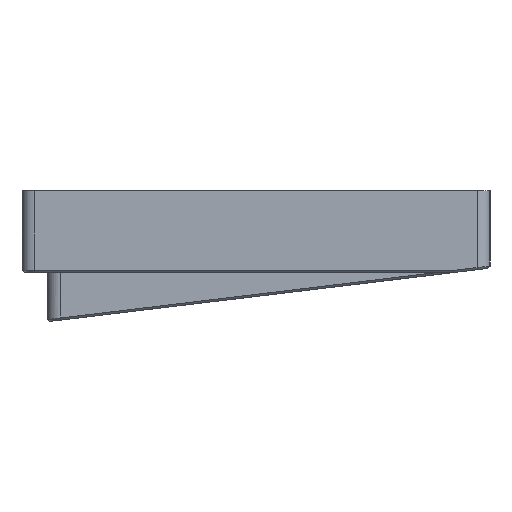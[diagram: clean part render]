
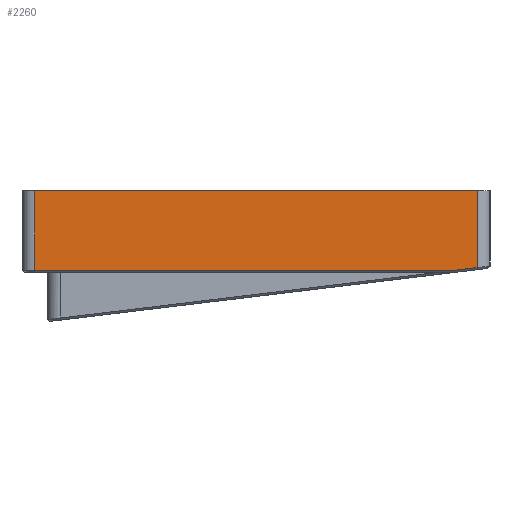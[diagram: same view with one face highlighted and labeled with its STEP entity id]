
A CAD part, left-side view. The second image highlights one B-rep face of the part: STEP entity #2260.
In plain terms, the highlighted planar face has unit normal (-1, 0, 0).
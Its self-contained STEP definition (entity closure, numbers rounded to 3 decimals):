
#37=B_SPLINE_CURVE_WITH_KNOTS('',3,(#3968,#3969,#3970,#3971),
 .UNSPECIFIED.,.F.,.F.,(4,4),(1.551,1.571),
 .UNSPECIFIED.);
#119=PLANE('',#2485);
#246=FACE_OUTER_BOUND('',#381,.T.);
#381=EDGE_LOOP('',(#2054,#2055,#2056,#2057,#2058,#2059));
#394=LINE('',#3164,#601);
#568=LINE('',#3740,#775);
#569=LINE('',#3744,#776);
#570=LINE('',#3753,#777);
#595=LINE('',#3972,#802);
#601=VECTOR('',#2513,10.);
#775=VECTOR('',#3073,10.);
#776=VECTOR('',#3078,10.);
#777=VECTOR('',#3083,10.);
#802=VECTOR('',#3136,10.);
#909=VERTEX_POINT('',#3157);
#912=VERTEX_POINT('',#3162);
#1093=VERTEX_POINT('',#3737);
#1094=VERTEX_POINT('',#3739);
#1095=VERTEX_POINT('',#3743);
#1096=VERTEX_POINT('',#3747);
#1122=EDGE_CURVE('',#912,#909,#394,.T.);
#1395=EDGE_CURVE('',#1093,#1094,#568,.T.);
#1397=EDGE_CURVE('',#1094,#1095,#569,.T.);
#1400=EDGE_CURVE('',#1095,#1096,#570,.T.);
#1435=EDGE_CURVE('',#1096,#912,#37,.T.);
#1436=EDGE_CURVE('',#909,#1093,#595,.T.);
#2054=ORIENTED_EDGE('',*,*,#1122,.F.);
#2055=ORIENTED_EDGE('',*,*,#1435,.F.);
#2056=ORIENTED_EDGE('',*,*,#1400,.F.);
#2057=ORIENTED_EDGE('',*,*,#1397,.F.);
#2058=ORIENTED_EDGE('',*,*,#1395,.F.);
#2059=ORIENTED_EDGE('',*,*,#1436,.F.);
#2260=ADVANCED_FACE('',(#246),#119,.F.);
#2485=AXIS2_PLACEMENT_3D('',#3967,#3134,#3135);
#2513=DIRECTION('',(0.,0.993,-0.12));
#3073=DIRECTION('',(0.,0.,1.));
#3078=DIRECTION('',(0.,-1.,0.));
#3083=DIRECTION('',(0.,0.,-1.));
#3134=DIRECTION('center_axis',(1.,0.,0.));
#3135=DIRECTION('ref_axis',(0.,0.,-1.));
#3136=DIRECTION('',(0.,1.,0.));
#3157=CARTESIAN_POINT('',(-146.85,-46.575,11.347));
#3162=CARTESIAN_POINT('',(-146.85,-52.04,12.008));
#3164=CARTESIAN_POINT('',(-146.85,21.796,3.073));
#3737=CARTESIAN_POINT('',(-146.85,52.1,11.347));
#3739=CARTESIAN_POINT('',(-146.85,52.1,30.147));
#3740=CARTESIAN_POINT('',(-146.85,52.1,7.536));
#3743=CARTESIAN_POINT('',(-146.85,-52.1,30.147));
#3744=CARTESIAN_POINT('',(-146.85,-25.8,30.147));
#3747=CARTESIAN_POINT('',(-146.85,-52.1,12.015));
#3753=CARTESIAN_POINT('',(-146.85,-52.1,10.431));
#3967=CARTESIAN_POINT('Origin',(-146.85,0.,-0.002));
#3968=CARTESIAN_POINT('Ctrl Pts',(-146.85,-52.1,12.015));
#3969=CARTESIAN_POINT('Ctrl Pts',(-146.85,-52.08,12.013));
#3970=CARTESIAN_POINT('Ctrl Pts',(-146.85,-52.06,12.01));
#3971=CARTESIAN_POINT('Ctrl Pts',(-146.85,-52.04,12.008));
#3972=CARTESIAN_POINT('',(-146.85,-130.957,11.347));
